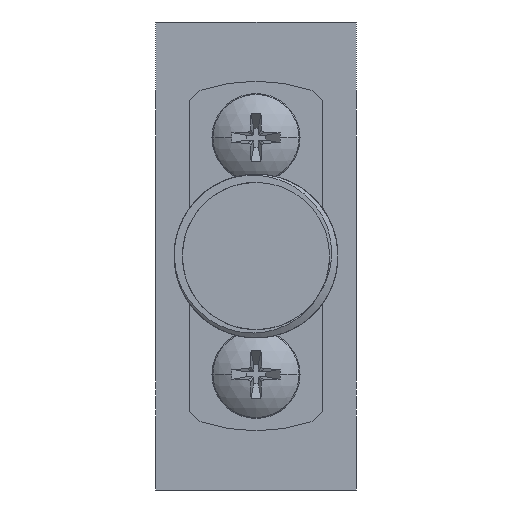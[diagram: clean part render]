
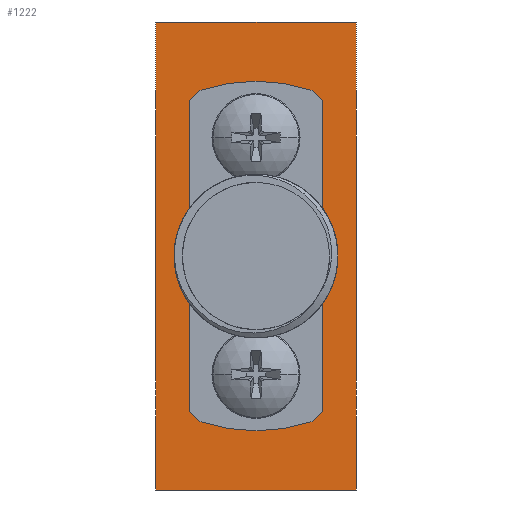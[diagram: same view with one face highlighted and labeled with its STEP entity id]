
A CAD part, left-side view. The second image highlights one B-rep face of the part: STEP entity #1222.
In plain terms, the highlighted planar face has unit normal (-1, 0, 0).
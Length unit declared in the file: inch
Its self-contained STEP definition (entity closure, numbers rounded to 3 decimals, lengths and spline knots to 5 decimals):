
#305 = EDGE_LOOP ( 'NONE', ( #13753, #20103 ) ) ;
#526 = CARTESIAN_POINT ( 'NONE',  ( -1.3189, -0.0315, -0.16929 ) ) ;
#1222 = ADVANCED_FACE ( 'NONE', ( #38798, #29376, #14540, #26989 ), #29752, .T. ) ;
#1405 = AXIS2_PLACEMENT_3D ( 'NONE', #31074, #25582, #4315 ) ;
#1497 = ORIENTED_EDGE ( 'NONE', *, *, #6404, .F. ) ;
#1839 = VERTEX_POINT ( 'NONE', #526 ) ;
#1856 = ORIENTED_EDGE ( 'NONE', *, *, #30976, .T. ) ;
#1995 = EDGE_CURVE ( 'NONE', #37305, #9126, #26829, .T. ) ;
#2754 = EDGE_CURVE ( 'NONE', #37273, #28923, #3814, .T. ) ;
#2805 = CARTESIAN_POINT ( 'NONE',  ( -1.3189, 0., 0. ) ) ;
#2843 = CARTESIAN_POINT ( 'NONE',  ( -1.3189, 0.1437, 0.33465 ) ) ;
#3262 = CARTESIAN_POINT ( 'NONE',  ( -1.3189, 0.0315, -0.16929 ) ) ;
#3283 = CARTESIAN_POINT ( 'NONE',  ( -1.3189, -0.1437, -0.33465 ) ) ;
#3443 = DIRECTION ( 'NONE',  ( 0., 0., 1. ) ) ;
#3814 = LINE ( 'NONE', #4006, #37319 ) ;
#4006 = CARTESIAN_POINT ( 'NONE',  ( -1.3189, -0.08465, 0.33465 ) ) ;
#4315 = DIRECTION ( 'NONE',  ( 0., 0., 1. ) ) ;
#4440 = CIRCLE ( 'NONE', #26423, 0.0315 ) ;
#5158 = DIRECTION ( 'NONE',  ( 0., 1., 0. ) ) ;
#5367 = EDGE_LOOP ( 'NONE', ( #14363, #37052, #1856, #16759 ) ) ;
#6404 = EDGE_CURVE ( 'NONE', #15974, #14462, #38135, .T. ) ;
#7046 = AXIS2_PLACEMENT_3D ( 'NONE', #37255, #10246, #31539 ) ;
#7435 = DIRECTION ( 'NONE',  ( -1., 0., 0. ) ) ;
#8079 = CARTESIAN_POINT ( 'NONE',  ( -1.3189, 0., 0. ) ) ;
#8261 = DIRECTION ( 'NONE',  ( 0., -1., 0. ) ) ;
#9126 = VERTEX_POINT ( 'NONE', #3283 ) ;
#9293 = CARTESIAN_POINT ( 'NONE',  ( -1.3189, -0.08465, -0.33465 ) ) ;
#9389 = EDGE_CURVE ( 'NONE', #14462, #15974, #34731, .T. ) ;
#10090 = CARTESIAN_POINT ( 'NONE',  ( -1.3189, 0.1437, 0.15748 ) ) ;
#10246 = DIRECTION ( 'NONE',  ( -1., 0., 0. ) ) ;
#11746 = AXIS2_PLACEMENT_3D ( 'NONE', #2805, #13943, #5158 ) ;
#11839 = DIRECTION ( 'NONE',  ( 0., -1., 0. ) ) ;
#12810 = EDGE_CURVE ( 'NONE', #15025, #1839, #29437, .T. ) ;
#13753 = ORIENTED_EDGE ( 'NONE', *, *, #25527, .T. ) ;
#13943 = DIRECTION ( 'NONE',  ( 1., 0., 0. ) ) ;
#13961 = ORIENTED_EDGE ( 'NONE', *, *, #12810, .F. ) ;
#14254 = AXIS2_PLACEMENT_3D ( 'NONE', #22072, #31321, #25432 ) ;
#14363 = ORIENTED_EDGE ( 'NONE', *, *, #18029, .F. ) ;
#14462 = VERTEX_POINT ( 'NONE', #34657 ) ;
#14540 = FACE_BOUND ( 'NONE', #24830, .T. ) ;
#14714 = DIRECTION ( 'NONE',  ( 0., 0., 1. ) ) ;
#15025 = VERTEX_POINT ( 'NONE', #3262 ) ;
#15757 = DIRECTION ( 'NONE',  ( 0., -1., 0. ) ) ;
#15974 = VERTEX_POINT ( 'NONE', #33617 ) ;
#16301 = VECTOR ( 'NONE', #21247, 39.37008 ) ;
#16682 = VECTOR ( 'NONE', #3443, 39.37008 ) ;
#16759 = ORIENTED_EDGE ( 'NONE', *, *, #2754, .F. ) ;
#17780 = CARTESIAN_POINT ( 'NONE',  ( -1.3189, 0.09449, 0. ) ) ;
#18029 = EDGE_CURVE ( 'NONE', #37305, #37273, #37105, .T. ) ;
#20103 = ORIENTED_EDGE ( 'NONE', *, *, #22509, .T. ) ;
#21043 = LINE ( 'NONE', #32832, #16301 ) ;
#21247 = DIRECTION ( 'NONE',  ( 0., 0., 1. ) ) ;
#21303 = AXIS2_PLACEMENT_3D ( 'NONE', #8079, #27089, #8261 ) ;
#21510 = CARTESIAN_POINT ( 'NONE',  ( -1.3189, 0.1437, -0.33465 ) ) ;
#22072 = CARTESIAN_POINT ( 'NONE',  ( -1.3189, 0., -0.16929 ) ) ;
#22509 = EDGE_CURVE ( 'NONE', #31538, #33830, #38284, .T. ) ;
#23425 = EDGE_CURVE ( 'NONE', #1839, #15025, #4440, .T. ) ;
#24824 = ORIENTED_EDGE ( 'NONE', *, *, #9389, .F. ) ;
#24830 = EDGE_LOOP ( 'NONE', ( #24824, #1497 ) ) ;
#25432 = DIRECTION ( 'NONE',  ( 0., 0., 1. ) ) ;
#25527 = EDGE_CURVE ( 'NONE', #33830, #31538, #30083, .T. ) ;
#25582 = DIRECTION ( 'NONE',  ( -1., 0., 0. ) ) ;
#26076 = CARTESIAN_POINT ( 'NONE',  ( -1.3189, -0.1437, 0.33465 ) ) ;
#26214 = AXIS2_PLACEMENT_3D ( 'NONE', #27919, #7435, #31484 ) ;
#26423 = AXIS2_PLACEMENT_3D ( 'NONE', #32491, #26605, #14714 ) ;
#26605 = DIRECTION ( 'NONE',  ( -1., 0., 0. ) ) ;
#26829 = LINE ( 'NONE', #9293, #36031 ) ;
#26989 = FACE_BOUND ( 'NONE', #32721, .T. ) ;
#27089 = DIRECTION ( 'NONE',  ( 1., 0., 0. ) ) ;
#27919 = CARTESIAN_POINT ( 'NONE',  ( -1.3189, 0., 0.16929 ) ) ;
#28677 = ORIENTED_EDGE ( 'NONE', *, *, #23425, .F. ) ;
#28923 = VERTEX_POINT ( 'NONE', #26076 ) ;
#29376 = FACE_OUTER_BOUND ( 'NONE', #5367, .T. ) ;
#29437 = CIRCLE ( 'NONE', #14254, 0.0315 ) ;
#29752 = PLANE ( 'NONE',  #1405 ) ;
#30083 = CIRCLE ( 'NONE', #11746, 0.09449 ) ;
#30976 = EDGE_CURVE ( 'NONE', #9126, #28923, #21043, .T. ) ;
#31074 = CARTESIAN_POINT ( 'NONE',  ( -1.3189, -2.81699, 0.15748 ) ) ;
#31321 = DIRECTION ( 'NONE',  ( -1., 0., 0. ) ) ;
#31484 = DIRECTION ( 'NONE',  ( 0., 0., 1. ) ) ;
#31538 = VERTEX_POINT ( 'NONE', #38117 ) ;
#31539 = DIRECTION ( 'NONE',  ( 0., 0., 1. ) ) ;
#32491 = CARTESIAN_POINT ( 'NONE',  ( -1.3189, 0., -0.16929 ) ) ;
#32721 = EDGE_LOOP ( 'NONE', ( #13961, #28677 ) ) ;
#32832 = CARTESIAN_POINT ( 'NONE',  ( -1.3189, -0.1437, 0.15748 ) ) ;
#33617 = CARTESIAN_POINT ( 'NONE',  ( -1.3189, -0.0315, 0.16929 ) ) ;
#33830 = VERTEX_POINT ( 'NONE', #17780 ) ;
#34657 = CARTESIAN_POINT ( 'NONE',  ( -1.3189, 0.0315, 0.16929 ) ) ;
#34731 = CIRCLE ( 'NONE', #7046, 0.0315 ) ;
#36031 = VECTOR ( 'NONE', #11839, 39.37008 ) ;
#37052 = ORIENTED_EDGE ( 'NONE', *, *, #1995, .T. ) ;
#37105 = LINE ( 'NONE', #10090, #16682 ) ;
#37255 = CARTESIAN_POINT ( 'NONE',  ( -1.3189, 0., 0.16929 ) ) ;
#37273 = VERTEX_POINT ( 'NONE', #2843 ) ;
#37305 = VERTEX_POINT ( 'NONE', #21510 ) ;
#37319 = VECTOR ( 'NONE', #15757, 39.37008 ) ;
#38117 = CARTESIAN_POINT ( 'NONE',  ( -1.3189, -0.09449, 0. ) ) ;
#38135 = CIRCLE ( 'NONE', #26214, 0.0315 ) ;
#38284 = CIRCLE ( 'NONE', #21303, 0.09449 ) ;
#38798 = FACE_BOUND ( 'NONE', #305, .T. ) ;
